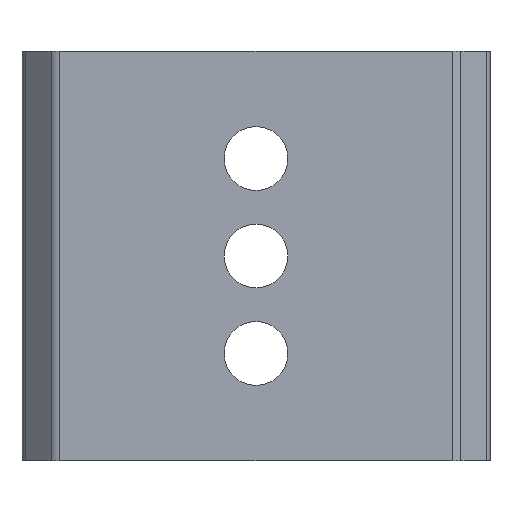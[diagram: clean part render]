
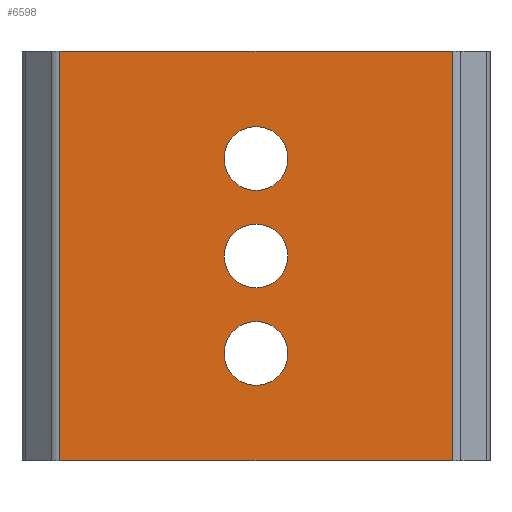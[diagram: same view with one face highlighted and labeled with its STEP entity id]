
A CAD part, front view. The second image highlights one B-rep face of the part: STEP entity #6598.
In plain terms, the highlighted planar face has unit normal (0, -1, 0).
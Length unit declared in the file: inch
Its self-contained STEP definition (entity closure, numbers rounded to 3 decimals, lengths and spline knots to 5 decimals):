
#10 = EDGE_LOOP ( 'NONE', ( #8067, #3028 ) ) ;
#14 = DIRECTION ( 'NONE',  ( 0., 0., -1. ) ) ;
#190 = CARTESIAN_POINT ( 'NONE',  ( -0.64254, 0., -0.66929 ) ) ;
#230 = FACE_OUTER_BOUND ( 'NONE', #296, .T. ) ;
#278 = EDGE_CURVE ( 'NONE', #3755, #2565, #6414, .T. ) ;
#296 = EDGE_LOOP ( 'NONE', ( #7356, #6721, #6548, #4471 ) ) ;
#437 = EDGE_CURVE ( 'NONE', #3326, #2136, #8143, .T. ) ;
#779 = EDGE_CURVE ( 'NONE', #6333, #2565, #1424, .T. ) ;
#908 = CARTESIAN_POINT ( 'NONE',  ( 0., 0., -0.10433 ) ) ;
#999 = CARTESIAN_POINT ( 'NONE',  ( 0., 0., 0.42323 ) ) ;
#1136 = DIRECTION ( 'NONE',  ( 0., -1., 0. ) ) ;
#1325 = VERTEX_POINT ( 'NONE', #6478 ) ;
#1339 = VERTEX_POINT ( 'NONE', #6437 ) ;
#1392 = CARTESIAN_POINT ( 'NONE',  ( -0.64254, 0., 0.66929 ) ) ;
#1424 = LINE ( 'NONE', #4671, #1604 ) ;
#1459 = DIRECTION ( 'NONE',  ( 0., 0., 1. ) ) ;
#1568 = DIRECTION ( 'NONE',  ( 0., -1., 0. ) ) ;
#1604 = VECTOR ( 'NONE', #1459, 39.37008 ) ;
#1650 = AXIS2_PLACEMENT_3D ( 'NONE', #4114, #1568, #6586 ) ;
#1716 = CARTESIAN_POINT ( 'NONE',  ( 0., 0., -0.3189 ) ) ;
#1883 = DIRECTION ( 'NONE',  ( 0., 0., -1. ) ) ;
#2067 = DIRECTION ( 'NONE',  ( 0., -1., 0. ) ) ;
#2076 = LINE ( 'NONE', #5332, #2717 ) ;
#2136 = VERTEX_POINT ( 'NONE', #7486 ) ;
#2147 = DIRECTION ( 'NONE',  ( 0., 0., -1. ) ) ;
#2184 = DIRECTION ( 'NONE',  ( 0., 0., -1. ) ) ;
#2565 = VERTEX_POINT ( 'NONE', #5490 ) ;
#2717 = VECTOR ( 'NONE', #6664, 39.37008 ) ;
#2771 = EDGE_CURVE ( 'NONE', #5501, #3755, #6322, .T. ) ;
#2775 = PLANE ( 'NONE',  #7806 ) ;
#2779 = EDGE_CURVE ( 'NONE', #4636, #1325, #7222, .T. ) ;
#3028 = ORIENTED_EDGE ( 'NONE', *, *, #2779, .F. ) ;
#3276 = CARTESIAN_POINT ( 'NONE',  ( -0.64254, 0., 0.66929 ) ) ;
#3326 = VERTEX_POINT ( 'NONE', #908 ) ;
#3338 = AXIS2_PLACEMENT_3D ( 'NONE', #4216, #7496, #8159 ) ;
#3755 = VERTEX_POINT ( 'NONE', #3276 ) ;
#3850 = EDGE_CURVE ( 'NONE', #1339, #7246, #6802, .T. ) ;
#3901 = DIRECTION ( 'NONE',  ( 0., -1., 0. ) ) ;
#3953 = EDGE_CURVE ( 'NONE', #7246, #1339, #7345, .T. ) ;
#3976 = DIRECTION ( 'NONE',  ( 1., 0., 0. ) ) ;
#4061 = CARTESIAN_POINT ( 'NONE',  ( 0., 0., -0.3189 ) ) ;
#4079 = EDGE_LOOP ( 'NONE', ( #6014, #5442 ) ) ;
#4106 = FACE_BOUND ( 'NONE', #5311, .T. ) ;
#4114 = CARTESIAN_POINT ( 'NONE',  ( 0., 0., 0. ) ) ;
#4197 = CARTESIAN_POINT ( 'NONE',  ( 0., 0., -0.21457 ) ) ;
#4210 = CARTESIAN_POINT ( 'NONE',  ( 0., 0., 0.3189 ) ) ;
#4216 = CARTESIAN_POINT ( 'NONE',  ( 0., 0., 0. ) ) ;
#4404 = ORIENTED_EDGE ( 'NONE', *, *, #3850, .F. ) ;
#4422 = CIRCLE ( 'NONE', #6568, 0.10433 ) ;
#4436 = DIRECTION ( 'NONE',  ( 0., 0., 1. ) ) ;
#4471 = ORIENTED_EDGE ( 'NONE', *, *, #779, .T. ) ;
#4535 = AXIS2_PLACEMENT_3D ( 'NONE', #8253, #3901, #14 ) ;
#4562 = CARTESIAN_POINT ( 'NONE',  ( -0.64254, 0., -0.66929 ) ) ;
#4636 = VERTEX_POINT ( 'NONE', #999 ) ;
#4671 = CARTESIAN_POINT ( 'NONE',  ( 0.64254, 0., -0.66929 ) ) ;
#5283 = FACE_BOUND ( 'NONE', #4079, .T. ) ;
#5311 = EDGE_LOOP ( 'NONE', ( #4404, #6492 ) ) ;
#5332 = CARTESIAN_POINT ( 'NONE',  ( -0.64254, 0., -0.66929 ) ) ;
#5442 = ORIENTED_EDGE ( 'NONE', *, *, #7323, .F. ) ;
#5470 = VECTOR ( 'NONE', #3976, 39.37008 ) ;
#5490 = CARTESIAN_POINT ( 'NONE',  ( 0.64254, 0., 0.66929 ) ) ;
#5501 = VERTEX_POINT ( 'NONE', #4562 ) ;
#5502 = EDGE_CURVE ( 'NONE', #1325, #4636, #4422, .T. ) ;
#5660 = CARTESIAN_POINT ( 'NONE',  ( -0.64254, 0., -0.66929 ) ) ;
#5948 = FACE_BOUND ( 'NONE', #10, .T. ) ;
#6014 = ORIENTED_EDGE ( 'NONE', *, *, #437, .F. ) ;
#6125 = VECTOR ( 'NONE', #4436, 39.37008 ) ;
#6139 = DIRECTION ( 'NONE',  ( 0., 0., -1. ) ) ;
#6322 = LINE ( 'NONE', #5660, #6125 ) ;
#6333 = VERTEX_POINT ( 'NONE', #7514 ) ;
#6412 = AXIS2_PLACEMENT_3D ( 'NONE', #4061, #8071, #2184 ) ;
#6414 = LINE ( 'NONE', #1392, #5470 ) ;
#6437 = CARTESIAN_POINT ( 'NONE',  ( 0., 0., -0.42323 ) ) ;
#6478 = CARTESIAN_POINT ( 'NONE',  ( 0., 0., 0.21457 ) ) ;
#6492 = ORIENTED_EDGE ( 'NONE', *, *, #3953, .F. ) ;
#6548 = ORIENTED_EDGE ( 'NONE', *, *, #7332, .T. ) ;
#6568 = AXIS2_PLACEMENT_3D ( 'NONE', #4210, #2067, #6139 ) ;
#6586 = DIRECTION ( 'NONE',  ( 0., 0., -1. ) ) ;
#6598 = ADVANCED_FACE ( 'NONE', ( #5283, #5948, #4106, #230 ), #2775, .T. ) ;
#6664 = DIRECTION ( 'NONE',  ( 1., 0., 0. ) ) ;
#6721 = ORIENTED_EDGE ( 'NONE', *, *, #2771, .F. ) ;
#6802 = CIRCLE ( 'NONE', #6412, 0.10433 ) ;
#7073 = AXIS2_PLACEMENT_3D ( 'NONE', #1716, #1136, #1883 ) ;
#7222 = CIRCLE ( 'NONE', #4535, 0.10433 ) ;
#7246 = VERTEX_POINT ( 'NONE', #4197 ) ;
#7323 = EDGE_CURVE ( 'NONE', #2136, #3326, #8061, .T. ) ;
#7332 = EDGE_CURVE ( 'NONE', #5501, #6333, #2076, .T. ) ;
#7345 = CIRCLE ( 'NONE', #7073, 0.10433 ) ;
#7356 = ORIENTED_EDGE ( 'NONE', *, *, #278, .F. ) ;
#7486 = CARTESIAN_POINT ( 'NONE',  ( 0., 0., 0.10433 ) ) ;
#7496 = DIRECTION ( 'NONE',  ( 0., -1., 0. ) ) ;
#7514 = CARTESIAN_POINT ( 'NONE',  ( 0.64254, 0., -0.66929 ) ) ;
#7806 = AXIS2_PLACEMENT_3D ( 'NONE', #190, #7880, #2147 ) ;
#7880 = DIRECTION ( 'NONE',  ( 0., -1., 0. ) ) ;
#8061 = CIRCLE ( 'NONE', #1650, 0.10433 ) ;
#8067 = ORIENTED_EDGE ( 'NONE', *, *, #5502, .F. ) ;
#8071 = DIRECTION ( 'NONE',  ( 0., -1., 0. ) ) ;
#8143 = CIRCLE ( 'NONE', #3338, 0.10433 ) ;
#8159 = DIRECTION ( 'NONE',  ( 0., 0., -1. ) ) ;
#8253 = CARTESIAN_POINT ( 'NONE',  ( 0., 0., 0.3189 ) ) ;
